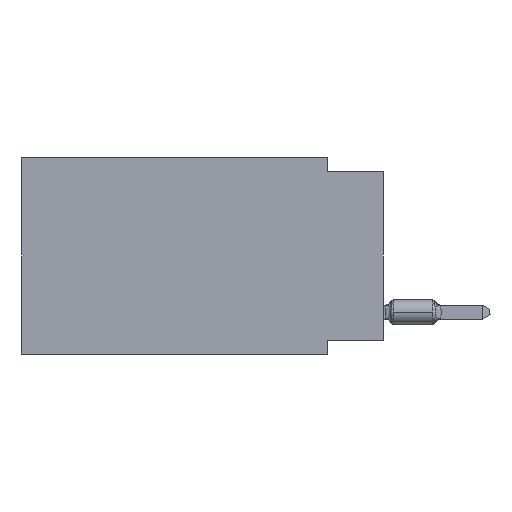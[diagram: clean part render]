
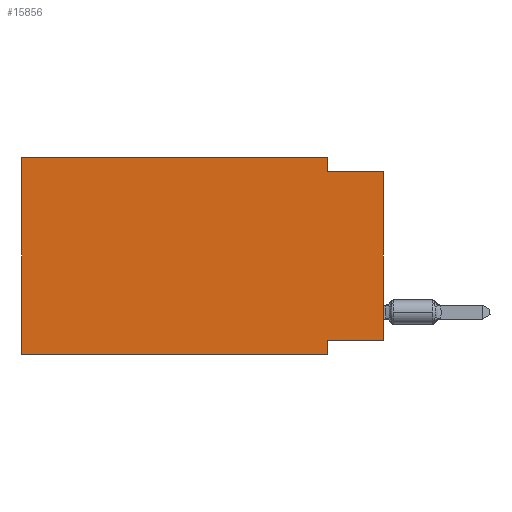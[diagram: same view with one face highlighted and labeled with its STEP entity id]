
A CAD part, left-side view. The second image highlights one B-rep face of the part: STEP entity #15856.
In plain terms, the highlighted planar face has unit normal (-1, 0, 0).
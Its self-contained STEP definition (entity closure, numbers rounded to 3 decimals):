
#426 = EDGE_CURVE ( 'NONE', #29220, #28203, #5529, .T. ) ;
#1441 = AXIS2_PLACEMENT_3D ( 'NONE', #31274, #15402, #3760 ) ;
#1813 = LINE ( 'NONE', #32218, #36065 ) ;
#1958 = CARTESIAN_POINT ( 'NONE',  ( 0., 16.383, 0. ) ) ;
#3035 = LINE ( 'NONE', #33111, #30941 ) ;
#3760 = DIRECTION ( 'NONE',  ( 0., 0., -1. ) ) ;
#5098 = EDGE_CURVE ( 'NONE', #32274, #28203, #22796, .T. ) ;
#5453 = EDGE_CURVE ( 'NONE', #26948, #19987, #8886, .T. ) ;
#5529 = LINE ( 'NONE', #28293, #20787 ) ;
#8212 = CARTESIAN_POINT ( 'NONE',  ( 0., 16.383, -8.89 ) ) ;
#8711 = CARTESIAN_POINT ( 'NONE',  ( 0., 2.54, -8.255 ) ) ;
#8886 = LINE ( 'NONE', #9607, #15483 ) ;
#9249 = CARTESIAN_POINT ( 'NONE',  ( 0., 0., -8.255 ) ) ;
#9607 = CARTESIAN_POINT ( 'NONE',  ( 0., 16.383, -8.89 ) ) ;
#10177 = DIRECTION ( 'NONE',  ( 0., 0., -1. ) ) ;
#10533 = VERTEX_POINT ( 'NONE', #19959 ) ;
#11385 = EDGE_LOOP ( 'NONE', ( #20858, #26826, #26945, #34266, #23911, #23452, #32663, #30852 ) ) ;
#11399 = VECTOR ( 'NONE', #18645, 1000. ) ;
#13147 = VECTOR ( 'NONE', #14796, 1000. ) ;
#13966 = EDGE_CURVE ( 'NONE', #29220, #19706, #3035, .T. ) ;
#14019 = VERTEX_POINT ( 'NONE', #26170 ) ;
#14796 = DIRECTION ( 'NONE',  ( 0., -1., 0. ) ) ;
#15071 = FACE_OUTER_BOUND ( 'NONE', #11385, .T. ) ;
#15402 = DIRECTION ( 'NONE',  ( 1., 0., 0. ) ) ;
#15483 = VECTOR ( 'NONE', #23440, 1000. ) ;
#15547 = CARTESIAN_POINT ( 'NONE',  ( 0., 16.383, 0. ) ) ;
#15856 = ADVANCED_FACE ( 'NONE', ( #15071 ), #20526, .F. ) ;
#18548 = VECTOR ( 'NONE', #29452, 1000. ) ;
#18645 = DIRECTION ( 'NONE',  ( 0., 0., -1. ) ) ;
#19328 = CARTESIAN_POINT ( 'NONE',  ( 0., 2.54, -0.635 ) ) ;
#19562 = EDGE_CURVE ( 'NONE', #19706, #19987, #1813, .T. ) ;
#19706 = VERTEX_POINT ( 'NONE', #8711 ) ;
#19959 = CARTESIAN_POINT ( 'NONE',  ( 0., 2.54, 0. ) ) ;
#19987 = VERTEX_POINT ( 'NONE', #35631 ) ;
#20526 = PLANE ( 'NONE',  #1441 ) ;
#20787 = VECTOR ( 'NONE', #22467, 1000. ) ;
#20858 = ORIENTED_EDGE ( 'NONE', *, *, #426, .T. ) ;
#21050 = CARTESIAN_POINT ( 'NONE',  ( 0., 0., -0.635 ) ) ;
#21374 = LINE ( 'NONE', #15547, #35523 ) ;
#22397 = EDGE_CURVE ( 'NONE', #26948, #14019, #35119, .T. ) ;
#22467 = DIRECTION ( 'NONE',  ( 0., 0., 1. ) ) ;
#22796 = LINE ( 'NONE', #30996, #13147 ) ;
#23440 = DIRECTION ( 'NONE',  ( 0., -1., 0. ) ) ;
#23452 = ORIENTED_EDGE ( 'NONE', *, *, #5453, .T. ) ;
#23751 = CARTESIAN_POINT ( 'NONE',  ( 0., 2.54, 0. ) ) ;
#23911 = ORIENTED_EDGE ( 'NONE', *, *, #22397, .F. ) ;
#24560 = EDGE_CURVE ( 'NONE', #14019, #10533, #21374, .T. ) ;
#25731 = EDGE_CURVE ( 'NONE', #10533, #32274, #32504, .T. ) ;
#26170 = CARTESIAN_POINT ( 'NONE',  ( 0., 16.383, 0. ) ) ;
#26826 = ORIENTED_EDGE ( 'NONE', *, *, #5098, .F. ) ;
#26945 = ORIENTED_EDGE ( 'NONE', *, *, #25731, .F. ) ;
#26948 = VERTEX_POINT ( 'NONE', #8212 ) ;
#27818 = DIRECTION ( 'NONE',  ( 0., 1., 0. ) ) ;
#28203 = VERTEX_POINT ( 'NONE', #21050 ) ;
#28293 = CARTESIAN_POINT ( 'NONE',  ( 0., 0., 0. ) ) ;
#29220 = VERTEX_POINT ( 'NONE', #9249 ) ;
#29452 = DIRECTION ( 'NONE',  ( 0., 0., 1. ) ) ;
#30852 = ORIENTED_EDGE ( 'NONE', *, *, #13966, .F. ) ;
#30941 = VECTOR ( 'NONE', #27818, 1000. ) ;
#30996 = CARTESIAN_POINT ( 'NONE',  ( 0., 0., -0.635 ) ) ;
#31274 = CARTESIAN_POINT ( 'NONE',  ( 0., 16.383, 0. ) ) ;
#32218 = CARTESIAN_POINT ( 'NONE',  ( 0., 2.54, -8.89 ) ) ;
#32274 = VERTEX_POINT ( 'NONE', #19328 ) ;
#32493 = DIRECTION ( 'NONE',  ( 0., -1., 0. ) ) ;
#32504 = LINE ( 'NONE', #23751, #11399 ) ;
#32663 = ORIENTED_EDGE ( 'NONE', *, *, #19562, .F. ) ;
#33111 = CARTESIAN_POINT ( 'NONE',  ( 0., 0., -8.255 ) ) ;
#34266 = ORIENTED_EDGE ( 'NONE', *, *, #24560, .F. ) ;
#35119 = LINE ( 'NONE', #1958, #18548 ) ;
#35523 = VECTOR ( 'NONE', #32493, 1000. ) ;
#35631 = CARTESIAN_POINT ( 'NONE',  ( 0., 2.54, -8.89 ) ) ;
#36065 = VECTOR ( 'NONE', #10177, 1000. ) ;
